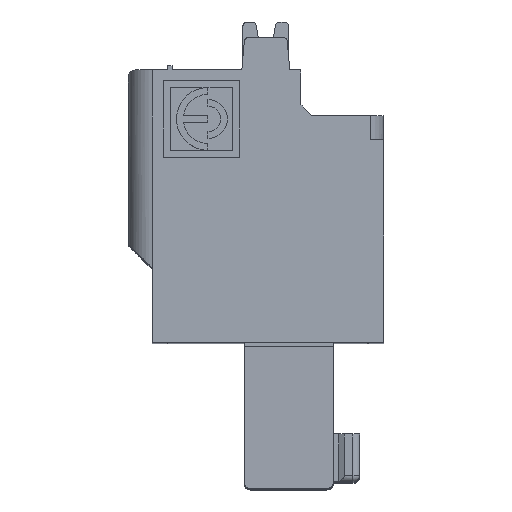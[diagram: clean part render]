
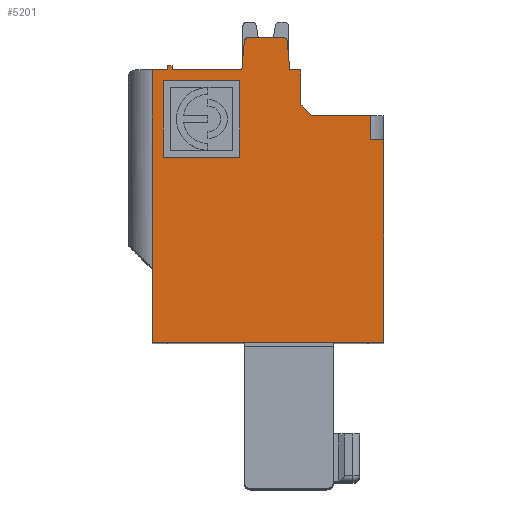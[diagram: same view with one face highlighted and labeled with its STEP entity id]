
A CAD part, top view. The second image highlights one B-rep face of the part: STEP entity #5201.
In plain terms, the highlighted planar face has unit normal (0, 0, 1).
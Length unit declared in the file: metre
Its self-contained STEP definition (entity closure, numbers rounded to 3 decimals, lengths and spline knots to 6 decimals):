
#5201=ADVANCED_FACE('',(#11990,#11991),#11992,.F.);
#5267=EDGE_CURVE('',#12091,#12088,#12092,.T.);
#11990=FACE_BOUND('',#20197,.T.);
#11991=FACE_OUTER_BOUND('',#20198,.T.);
#11992=PLANE('',#20199);
#12088=VERTEX_POINT('',#20342);
#12091=VERTEX_POINT('',#20347);
#12092=LINE('',#20348,#20349);
#12284=VERTEX_POINT('',#20668);
#12458=VERTEX_POINT('',#21085);
#12555=VERTEX_POINT('',#21234);
#12610=VERTEX_POINT('',#21350);
#12614=VERTEX_POINT('',#21356);
#16302=VERTEX_POINT('',#29529);
#16317=VERTEX_POINT('',#29554);
#16323=VERTEX_POINT('',#29563);
#16327=VERTEX_POINT('',#29569);
#20197=EDGE_LOOP('',(#41067,#41068,#41069,#41070));
#20198=EDGE_LOOP('',(#41071,#41072,#41073,#41074,#41075,#41076,#41077,#41078,#41079,#41080,#41081,#41082,#41083,#41084,#41085,#41086,#41087,#41088,#41089));
#20199=AXIS2_PLACEMENT_3D('',#41090,#41091,#41092);
#20342=CARTESIAN_POINT('',(0.1906,0.0093,-0.0148));
#20347=CARTESIAN_POINT('',(0.1906,0.0,-0.0148));
#20348=CARTESIAN_POINT('',(0.1906,0.0,-0.0148));
#20349=VECTOR('',#41177,1.0);
#20668=CARTESIAN_POINT('',(0.19,0.0093,-0.0148));
#21085=CARTESIAN_POINT('',(0.1807,0.0127,-0.0148));
#21234=CARTESIAN_POINT('',(0.1807,0.0125,-0.0148));
#21350=CARTESIAN_POINT('',(0.186185,0.013817,-0.0148));
#21356=CARTESIAN_POINT('',(0.1863,0.0125,-0.0148));
#29529=CARTESIAN_POINT('',(0.184215,0.013817,-0.0148));
#29554=CARTESIAN_POINT('',(0.1841,0.0125,-0.0148));
#29563=CARTESIAN_POINT('',(0.1809,0.0125,-0.0148));
#29569=CARTESIAN_POINT('',(0.1809,0.0127,-0.0148));
#41067=ORIENTED_EDGE('',*,*,#43149,.T.);
#41068=ORIENTED_EDGE('',*,*,#43394,.T.);
#41069=ORIENTED_EDGE('',*,*,#45898,.T.);
#41070=ORIENTED_EDGE('',*,*,#45892,.T.);
#41071=ORIENTED_EDGE('',*,*,#42981,.T.);
#41072=ORIENTED_EDGE('',*,*,#45743,.T.);
#41073=ORIENTED_EDGE('',*,*,#45836,.F.);
#41074=ORIENTED_EDGE('',*,*,#43176,.T.);
#41075=ORIENTED_EDGE('',*,*,#45808,.T.);
#41076=ORIENTED_EDGE('',*,*,#45885,.T.);
#41077=ORIENTED_EDGE('',*,*,#45758,.T.);
#41078=ORIENTED_EDGE('',*,*,#45762,.T.);
#41079=ORIENTED_EDGE('',*,*,#45835,.F.);
#41080=ORIENTED_EDGE('',*,*,#45799,.T.);
#41081=ORIENTED_EDGE('',*,*,#45887,.F.);
#41082=ORIENTED_EDGE('',*,*,#43070,.F.);
#41083=ORIENTED_EDGE('',*,*,#45803,.F.);
#41084=ORIENTED_EDGE('',*,*,#45843,.F.);
#41085=ORIENTED_EDGE('',*,*,#43355,.T.);
#41086=ORIENTED_EDGE('',*,*,#5267,.T.);
#41087=ORIENTED_EDGE('',*,*,#42884,.F.);
#41088=ORIENTED_EDGE('',*,*,#42893,.F.);
#41089=ORIENTED_EDGE('',*,*,#42978,.F.);
#41090=CARTESIAN_POINT('',(0.194572,0.033759,-0.0148));
#41091=DIRECTION('',(0.0,0.,-1.0));
#41092=DIRECTION('',(-1.0,0.0,0.0));
#41177=DIRECTION('',(0.0,1.0,0.));
#42884=EDGE_CURVE('',#12284,#12088,#45964,.T.);
#42893=EDGE_CURVE('',#45972,#12284,#45974,.T.);
#42978=EDGE_CURVE('',#46097,#45972,#46099,.T.);
#42981=EDGE_CURVE('',#46097,#46101,#46103,.T.);
#43070=EDGE_CURVE('',#12555,#12458,#46222,.T.);
#43149=EDGE_CURVE('',#46354,#46352,#46355,.T.);
#43176=EDGE_CURVE('',#12614,#12610,#46392,.T.);
#43355=EDGE_CURVE('',#46626,#12091,#46628,.T.);
#43394=EDGE_CURVE('',#46352,#46668,#46670,.T.);
#45743=EDGE_CURVE('',#46101,#49531,#49533,.T.);
#45758=EDGE_CURVE('',#49552,#16302,#49553,.T.);
#45762=EDGE_CURVE('',#16302,#16317,#49557,.T.);
#45799=EDGE_CURVE('',#16323,#16327,#49607,.T.);
#45803=EDGE_CURVE('',#49610,#12555,#49612,.T.);
#45808=EDGE_CURVE('',#12610,#49616,#49618,.T.);
#45835=EDGE_CURVE('',#16323,#16317,#49645,.T.);
#45836=EDGE_CURVE('',#12614,#49531,#49646,.T.);
#45843=EDGE_CURVE('',#46626,#49610,#49654,.T.);
#45885=EDGE_CURVE('',#49616,#49552,#49699,.T.);
#45887=EDGE_CURVE('',#12458,#16327,#49701,.T.);
#45892=EDGE_CURVE('',#49705,#46354,#49707,.T.);
#45898=EDGE_CURVE('',#46668,#49705,#49713,.T.);
#45964=LINE('',#49804,#49805);
#45972=VERTEX_POINT('',#49815);
#45974=LINE('',#49818,#49819);
#46097=VERTEX_POINT('',#49984);
#46099=LINE('',#49987,#49988);
#46101=VERTEX_POINT('',#49990);
#46103=LINE('',#49993,#49994);
#46222=LINE('',#50166,#50167);
#46352=VERTEX_POINT('',#50369);
#46354=VERTEX_POINT('',#50372);
#46355=LINE('',#50373,#50374);
#46392=LINE('',#50425,#50426);
#46626=VERTEX_POINT('',#50776);
#46628=LINE('',#50779,#50780);
#46668=VERTEX_POINT('',#50835);
#46670=LINE('',#50838,#50839);
#49531=VERTEX_POINT('',#54843);
#49533=LINE('',#54846,#54847);
#49552=VERTEX_POINT('',#54878);
#49553=CIRCLE('',#54879,0.0002);
#49557=LINE('',#54884,#54885);
#49607=LINE('',#54957,#54958);
#49610=VERTEX_POINT('',#54962);
#49612=LINE('',#54965,#54966);
#49616=VERTEX_POINT('',#54972);
#49618=CIRCLE('',#54975,0.0002);
#49645=LINE('',#55004,#55005);
#49646=LINE('',#55006,#55007);
#49654=LINE('',#55020,#55021);
#49699=LINE('',#55082,#55083);
#49701=LINE('',#55085,#55086);
#49705=VERTEX_POINT('',#55090);
#49707=LINE('',#55093,#55094);
#49713=LINE('',#55100,#55101);
#49804=CARTESIAN_POINT('',(0.19,0.0093,-0.0148));
#49805=VECTOR('',#55147,1.0);
#49815=CARTESIAN_POINT('',(0.19,0.0104,-0.0148));
#49818=CARTESIAN_POINT('',(0.19,0.0125,-0.0148));
#49819=VECTOR('',#55151,1.0);
#49984=CARTESIAN_POINT('',(0.187307,0.0104,-0.0148));
#49987=CARTESIAN_POINT('',(0.194572,0.0104,-0.0148));
#49988=VECTOR('',#55267,1.0);
#49990=CARTESIAN_POINT('',(0.186811,0.010896,-0.0148));
#49993=CARTESIAN_POINT('',(0.179267,0.01844,-0.0148));
#49994=VECTOR('',#55269,1.0);
#50166=CARTESIAN_POINT('',(0.1807,0.0125,-0.0148));
#50167=VECTOR('',#55374,1.0);
#50369=CARTESIAN_POINT('',(0.184,0.0085,-0.0148));
#50372=CARTESIAN_POINT('',(0.184,0.012,-0.0148));
#50373=CARTESIAN_POINT('',(0.184,0.033759,-0.0148));
#50374=VECTOR('',#55457,1.0);
#50425=CARTESIAN_POINT('',(0.1863,0.0125,-0.0148));
#50426=VECTOR('',#55481,1.0);
#50776=CARTESIAN_POINT('',(0.18,0.0,-0.0148));
#50779=CARTESIAN_POINT('',(0.176699,0.0,-0.0148));
#50780=VECTOR('',#55662,1.0);
#50835=CARTESIAN_POINT('',(0.1805,0.0085,-0.0148));
#50838=CARTESIAN_POINT('',(0.194072,0.0085,-0.0148));
#50839=VECTOR('',#55682,1.0);
#54843=CARTESIAN_POINT('',(0.186811,0.0125,-0.0148));
#54846=CARTESIAN_POINT('',(0.186811,0.033759,-0.0148));
#54847=VECTOR('',#57392,1.0);
#54878=CARTESIAN_POINT('',(0.184414,0.014,-0.0148));
#54879=AXIS2_PLACEMENT_3D('',#57402,#57403,#57404);
#54884=CARTESIAN_POINT('',(0.184215,0.013817,-0.0148));
#54885=VECTOR('',#57406,1.0);
#54957=CARTESIAN_POINT('',(0.1809,0.0125,-0.0148));
#54958=VECTOR('',#57435,1.0);
#54962=CARTESIAN_POINT('',(0.18,0.0125,-0.0148));
#54965=CARTESIAN_POINT('',(0.18,0.0125,-0.0148));
#54966=VECTOR('',#57438,1.0);
#54972=CARTESIAN_POINT('',(0.185985,0.014,-0.0148));
#54975=AXIS2_PLACEMENT_3D('',#57442,#57443,#57444);
#55004=CARTESIAN_POINT('',(0.1809,0.0125,-0.0148));
#55005=VECTOR('',#57459,1.0);
#55006=CARTESIAN_POINT('',(0.1863,0.0125,-0.0148));
#55007=VECTOR('',#57460,1.0);
#55020=CARTESIAN_POINT('',(0.18,0.0118,-0.0148));
#55021=VECTOR('',#57466,1.0);
#55082=CARTESIAN_POINT('',(0.184475,0.014,-0.0148));
#55083=VECTOR('',#57492,1.0);
#55085=CARTESIAN_POINT('',(0.1807,0.0127,-0.0148));
#55086=VECTOR('',#57493,1.0);
#55090=CARTESIAN_POINT('',(0.1805,0.012,-0.0148));
#55093=CARTESIAN_POINT('',(0.194072,0.012,-0.0148));
#55094=VECTOR('',#57495,1.0);
#55100=CARTESIAN_POINT('',(0.1805,0.033759,-0.0148));
#55101=VECTOR('',#57499,1.0);
#55147=DIRECTION('',(1.0,0.0,0.0));
#55151=DIRECTION('',(0.0,-1.0,0.));
#55267=DIRECTION('',(1.0,0.,0.));
#55269=DIRECTION('',(-0.707,0.707,0.));
#55374=DIRECTION('',(0.0,1.0,0.));
#55457=DIRECTION('',(0.,-1.0,0.));
#55481=DIRECTION('',(-0.087,0.996,0.));
#55662=DIRECTION('',(1.0,0.0,0.0));
#55682=DIRECTION('',(-1.0,0.,0.));
#57392=DIRECTION('',(0.,1.0,0.));
#57402=CARTESIAN_POINT('',(0.184414,0.0138,-0.0148));
#57403=DIRECTION('',(0.0,0.,1.0));
#57404=DIRECTION('',(0.0,1.0,0.));
#57406=DIRECTION('',(-0.087,-0.996,0.));
#57435=DIRECTION('',(0.0,1.0,0.));
#57438=DIRECTION('',(1.0,0.0,0.0));
#57442=CARTESIAN_POINT('',(0.185985,0.0138,-0.0148));
#57443=DIRECTION('',(0.,0.,1.0));
#57444=DIRECTION('',(0.996,0.087,0.));
#57459=DIRECTION('',(1.0,0.0,0.0));
#57460=DIRECTION('',(1.0,0.0,0.0));
#57466=DIRECTION('',(0.0,1.0,0.));
#57492=DIRECTION('',(-1.0,-0.0,0.0));
#57493=DIRECTION('',(1.0,0.0,0.0));
#57495=DIRECTION('',(1.0,0.,0.));
#57499=DIRECTION('',(0.,1.0,0.));
